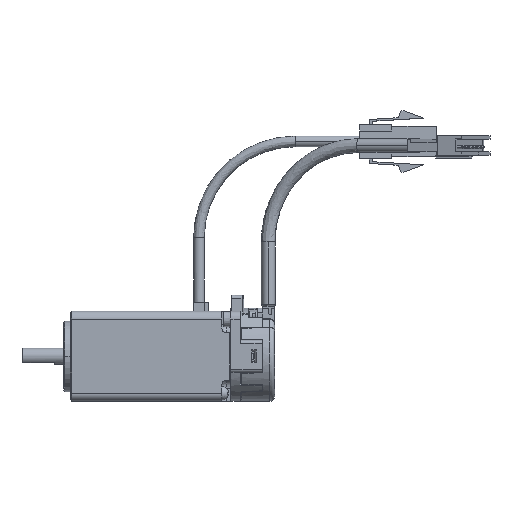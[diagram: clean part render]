
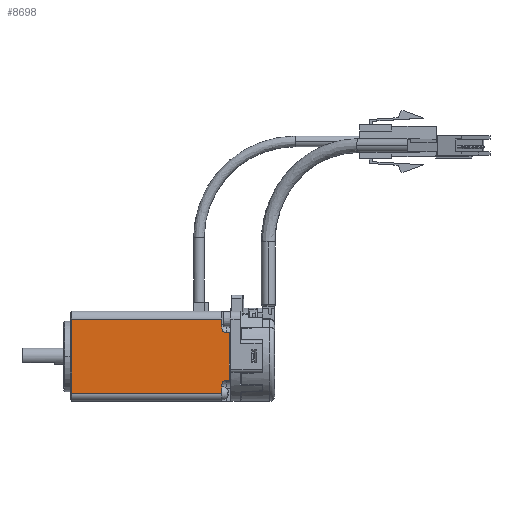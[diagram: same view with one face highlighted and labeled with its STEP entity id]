
A CAD part, top view. The second image highlights one B-rep face of the part: STEP entity #8698.
In plain terms, the highlighted face is planar.
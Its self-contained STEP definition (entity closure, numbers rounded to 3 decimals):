
#2379 = DIRECTION ( 'NONE',  ( 0., 0., -1. ) ) ;
#2431 = VECTOR ( 'NONE', #3493, 1000. ) ;
#3493 = DIRECTION ( 'NONE',  ( 0., 0., -1. ) ) ;
#8115 = CIRCLE ( 'NONE', #85793, 1.5 ) ;
#8166 = LINE ( 'NONE', #49353, #89285 ) ;
#8376 = LINE ( 'NONE', #54431, #86284 ) ;
#8698 = ADVANCED_FACE ( 'NONE', ( #100500 ), #25660, .T. ) ;
#13417 = CARTESIAN_POINT ( 'NONE',  ( -4.249, 78.749, 0.5 ) ) ;
#14275 = VERTEX_POINT ( 'NONE', #124567 ) ;
#16195 = VERTEX_POINT ( 'NONE', #48607 ) ;
#17169 = DIRECTION ( 'NONE',  ( 0., -1., 0. ) ) ;
#18677 = DIRECTION ( 'NONE',  ( 0., 0., 1. ) ) ;
#18894 = CARTESIAN_POINT ( 'NONE',  ( -4.249, 80.249, 2.8 ) ) ;
#19540 = CARTESIAN_POINT ( 'NONE',  ( -4.249, 80.249, 1.3 ) ) ;
#22491 = LINE ( 'NONE', #81358, #130496 ) ;
#23383 = VERTEX_POINT ( 'NONE', #35891 ) ;
#24680 = LINE ( 'NONE', #88311, #54877 ) ;
#25660 = PLANE ( 'NONE',  #31842 ) ;
#26872 = VERTEX_POINT ( 'NONE', #55066 ) ;
#27093 = ORIENTED_EDGE ( 'NONE', *, *, #130174, .T. ) ;
#29531 = LINE ( 'NONE', #115000, #2431 ) ;
#29760 = DIRECTION ( 'NONE',  ( 0., 0., 1. ) ) ;
#31842 = AXIS2_PLACEMENT_3D ( 'NONE', #45646, #35879, #106908 ) ;
#34403 = VERTEX_POINT ( 'NONE', #56042 ) ;
#35879 = DIRECTION ( 'NONE',  ( -1., 0., 0. ) ) ;
#35891 = CARTESIAN_POINT ( 'NONE',  ( -4.249, 59.849, 49.5 ) ) ;
#42501 = ORIENTED_EDGE ( 'NONE', *, *, #55163, .F. ) ;
#43969 = AXIS2_PLACEMENT_3D ( 'NONE', #19540, #90618, #29760 ) ;
#45065 = LINE ( 'NONE', #96540, #92748 ) ;
#45646 = CARTESIAN_POINT ( 'NONE',  ( -4.249, 82.849, 0.5 ) ) ;
#45887 = DIRECTION ( 'NONE',  ( 0., -1., 0. ) ) ;
#46959 = ORIENTED_EDGE ( 'NONE', *, *, #115266, .T. ) ;
#47815 = LINE ( 'NONE', #72802, #125624 ) ;
#48607 = CARTESIAN_POINT ( 'NONE',  ( -4.249, 82.849, 2.8 ) ) ;
#49353 = CARTESIAN_POINT ( 'NONE',  ( -4.249, 59.849, 0.5 ) ) ;
#50692 = EDGE_CURVE ( 'NONE', #14275, #34403, #91771, .T. ) ;
#51084 = DIRECTION ( 'NONE',  ( 0., 1., 0. ) ) ;
#54431 = CARTESIAN_POINT ( 'NONE',  ( -4.249, 82.849, 2.8 ) ) ;
#54877 = VECTOR ( 'NONE', #17169, 1000. ) ;
#55066 = CARTESIAN_POINT ( 'NONE',  ( -4.249, 82.849, 49.5 ) ) ;
#55163 = EDGE_CURVE ( 'NONE', #62799, #84020, #47815, .T. ) ;
#56042 = CARTESIAN_POINT ( 'NONE',  ( -4.249, 64.049, 0.5 ) ) ;
#57572 = CARTESIAN_POINT ( 'NONE',  ( -4.249, 62.549, 1.3 ) ) ;
#57658 = ORIENTED_EDGE ( 'NONE', *, *, #97145, .T. ) ;
#62799 = VERTEX_POINT ( 'NONE', #13417 ) ;
#64257 = CARTESIAN_POINT ( 'NONE',  ( -4.249, 59.849, 2.8 ) ) ;
#64692 = DIRECTION ( 'NONE',  ( 0., -1., 0. ) ) ;
#65748 = ORIENTED_EDGE ( 'NONE', *, *, #109495, .T. ) ;
#67832 = DIRECTION ( 'NONE',  ( 0., 0., -1. ) ) ;
#72802 = CARTESIAN_POINT ( 'NONE',  ( -4.249, 78.749, 0. ) ) ;
#74170 = ORIENTED_EDGE ( 'NONE', *, *, #110690, .T. ) ;
#80684 = EDGE_LOOP ( 'NONE', ( #27093, #98652, #65748, #74170, #114545, #42501, #88307, #91621, #46959, #57658 ) ) ;
#81358 = CARTESIAN_POINT ( 'NONE',  ( -4.249, 82.849, 49.5 ) ) ;
#82722 = VERTEX_POINT ( 'NONE', #18894 ) ;
#83767 = CARTESIAN_POINT ( 'NONE',  ( -4.249, 64.049, 0. ) ) ;
#84020 = VERTEX_POINT ( 'NONE', #86392 ) ;
#85163 = CARTESIAN_POINT ( 'NONE',  ( -4.249, 62.549, 2.8 ) ) ;
#85371 = VECTOR ( 'NONE', #2379, 1000. ) ;
#85754 = EDGE_CURVE ( 'NONE', #62799, #34403, #24680, .T. ) ;
#85793 = AXIS2_PLACEMENT_3D ( 'NONE', #57572, #128564, #67832 ) ;
#86284 = VECTOR ( 'NONE', #64692, 1000. ) ;
#86392 = CARTESIAN_POINT ( 'NONE',  ( -4.249, 78.749, 1.3 ) ) ;
#88307 = ORIENTED_EDGE ( 'NONE', *, *, #85754, .T. ) ;
#88311 = CARTESIAN_POINT ( 'NONE',  ( -4.249, 82.849, 0.5 ) ) ;
#89285 = VECTOR ( 'NONE', #18677, 1000. ) ;
#90618 = DIRECTION ( 'NONE',  ( 1., 0., 0. ) ) ;
#91621 = ORIENTED_EDGE ( 'NONE', *, *, #50692, .F. ) ;
#91771 = LINE ( 'NONE', #83767, #85371 ) ;
#92748 = VECTOR ( 'NONE', #45887, 1000. ) ;
#94508 = VERTEX_POINT ( 'NONE', #64257 ) ;
#96540 = CARTESIAN_POINT ( 'NONE',  ( -4.249, 82.849, 2.8 ) ) ;
#97145 = EDGE_CURVE ( 'NONE', #113083, #94508, #8376, .T. ) ;
#98652 = ORIENTED_EDGE ( 'NONE', *, *, #130295, .T. ) ;
#100500 = FACE_OUTER_BOUND ( 'NONE', #80684, .T. ) ;
#102717 = CIRCLE ( 'NONE', #43969, 1.5 ) ;
#106908 = DIRECTION ( 'NONE',  ( 0., 0., 1. ) ) ;
#109495 = EDGE_CURVE ( 'NONE', #26872, #16195, #29531, .T. ) ;
#110690 = EDGE_CURVE ( 'NONE', #16195, #82722, #45065, .T. ) ;
#113083 = VERTEX_POINT ( 'NONE', #85163 ) ;
#114545 = ORIENTED_EDGE ( 'NONE', *, *, #123315, .T. ) ;
#115000 = CARTESIAN_POINT ( 'NONE',  ( -4.249, 82.849, 0.5 ) ) ;
#115266 = EDGE_CURVE ( 'NONE', #14275, #113083, #8115, .T. ) ;
#123315 = EDGE_CURVE ( 'NONE', #82722, #84020, #102717, .T. ) ;
#123380 = DIRECTION ( 'NONE',  ( 0., 0., 1. ) ) ;
#124567 = CARTESIAN_POINT ( 'NONE',  ( -4.249, 64.049, 1.3 ) ) ;
#125624 = VECTOR ( 'NONE', #123380, 1000. ) ;
#128564 = DIRECTION ( 'NONE',  ( 1., 0., 0. ) ) ;
#130174 = EDGE_CURVE ( 'NONE', #94508, #23383, #8166, .T. ) ;
#130295 = EDGE_CURVE ( 'NONE', #23383, #26872, #22491, .T. ) ;
#130496 = VECTOR ( 'NONE', #51084, 1000. ) ;
